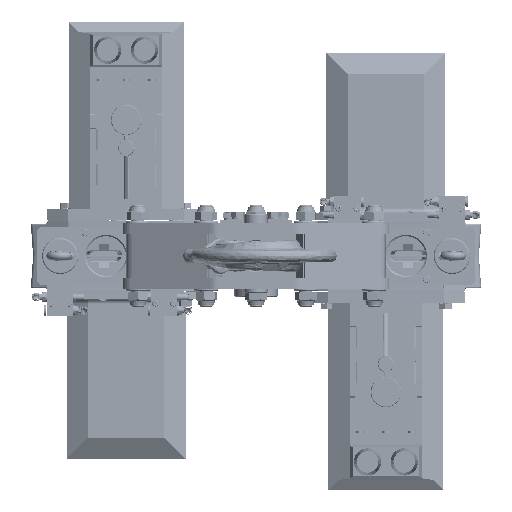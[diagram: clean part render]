
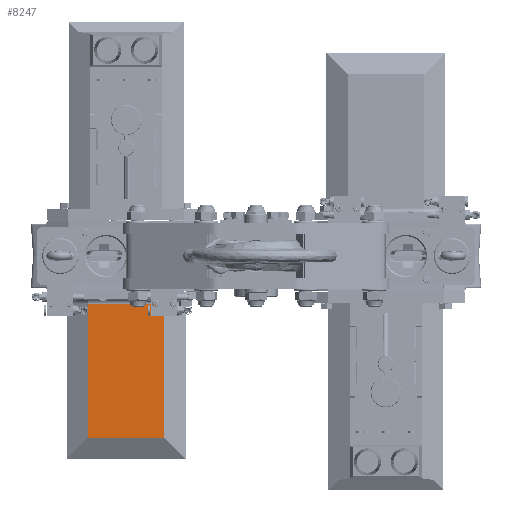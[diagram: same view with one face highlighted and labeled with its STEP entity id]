
A CAD part, front view. The second image highlights one B-rep face of the part: STEP entity #8247.
In plain terms, the highlighted planar face has unit normal (0, -1, 0).
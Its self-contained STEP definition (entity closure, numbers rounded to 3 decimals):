
#6659 = VERTEX_POINT ( 'NONE', #126984 ) ;
#6685 = VERTEX_POINT ( 'NONE', #126900 ) ;
#6729 = EDGE_CURVE ( 'NONE', #6685, #6659, #127132, .T. ) ;
#7444 = VERTEX_POINT ( 'NONE', #129625 ) ;
#7474 = VERTEX_POINT ( 'NONE', #129958 ) ;
#7526 = EDGE_CURVE ( 'NONE', #7444, #7474, #130170, .T. ) ;
#8037 = EDGE_LOOP ( 'NONE', ( #8064, #8244, #8136, #8144 ) ) ;
#8064 = ORIENTED_EDGE ( 'NONE', *, *, #8175, .F. ) ;
#8128 = EDGE_CURVE ( 'NONE', #7474, #6685, #132159, .T. ) ;
#8136 = ORIENTED_EDGE ( 'NONE', *, *, #8128, .T. ) ;
#8144 = ORIENTED_EDGE ( 'NONE', *, *, #6729, .T. ) ;
#8175 = EDGE_CURVE ( 'NONE', #7444, #6659, #132332, .T. ) ;
#8244 = ORIENTED_EDGE ( 'NONE', *, *, #7526, .T. ) ;
#8247 = ADVANCED_FACE ( 'NONE', ( #132598 ), #132548, .F. ) ;
#126900 = CARTESIAN_POINT ( 'NONE',  ( -311.642, 66.596, -635.563 ) ) ;
#126984 = CARTESIAN_POINT ( 'NONE',  ( -205.532, 66.596, -635.563 ) ) ;
#127126 = DIRECTION ( 'NONE',  ( 1., 0., 0. ) ) ;
#127128 = VECTOR ( 'NONE', #127126, 1000. ) ;
#127130 = CARTESIAN_POINT ( 'NONE',  ( -176.087, 66.596, -635.563 ) ) ;
#127132 = LINE ( 'NONE', #127130, #127128 ) ;
#129625 = CARTESIAN_POINT ( 'NONE',  ( -205.532, 66.596, -449.008 ) ) ;
#129958 = CARTESIAN_POINT ( 'NONE',  ( -311.642, 66.596, -449.008 ) ) ;
#130153 = DIRECTION ( 'NONE',  ( -1., 0., 0. ) ) ;
#130155 = VECTOR ( 'NONE', #130153, 1000. ) ;
#130169 = CARTESIAN_POINT ( 'NONE',  ( -176.087, 66.596, -449.008 ) ) ;
#130170 = LINE ( 'NONE', #130169, #130155 ) ;
#132105 = DIRECTION ( 'NONE',  ( 0., 0., -1. ) ) ;
#132107 = VECTOR ( 'NONE', #132105, 1000. ) ;
#132156 = CARTESIAN_POINT ( 'NONE',  ( -311.642, 66.596, -409.008 ) ) ;
#132159 = LINE ( 'NONE', #132156, #132107 ) ;
#132322 = DIRECTION ( 'NONE',  ( 0., 0., -1. ) ) ;
#132323 = VECTOR ( 'NONE', #132322, 1000. ) ;
#132327 = CARTESIAN_POINT ( 'NONE',  ( -205.532, 66.596, -409.008 ) ) ;
#132332 = LINE ( 'NONE', #132327, #132323 ) ;
#132548 = PLANE ( 'NONE',  #132723 ) ;
#132598 = FACE_OUTER_BOUND ( 'NONE', #8037, .T. ) ;
#132716 = DIRECTION ( 'NONE',  ( -1., 0., 0. ) ) ;
#132719 = DIRECTION ( 'NONE',  ( 0., 1., 0. ) ) ;
#132721 = CARTESIAN_POINT ( 'NONE',  ( -176.087, 66.596, -665.008 ) ) ;
#132723 = AXIS2_PLACEMENT_3D ( 'NONE', #132721, #132719, #132716 ) ;
